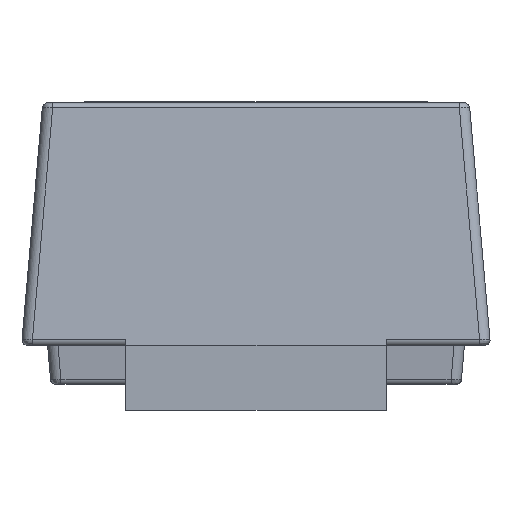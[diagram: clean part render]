
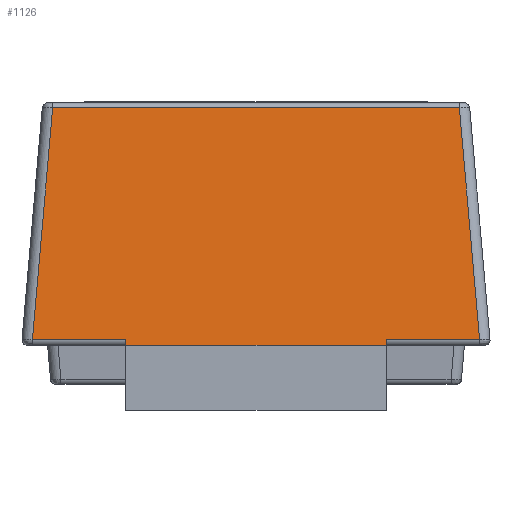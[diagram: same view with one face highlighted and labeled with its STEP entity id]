
A CAD part, left-side view. The second image highlights one B-rep face of the part: STEP entity #1126.
In plain terms, the highlighted planar face has unit normal (-0.996, 0, 0.087).
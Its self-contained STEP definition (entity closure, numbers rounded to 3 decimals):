
#30=PLANE('',#1225);
#111=FACE_OUTER_BOUND('',#178,.T.);
#178=EDGE_LOOP('',(#811,#812,#813,#814,#815,#816,#817,#818));
#255=LINE('',#1835,#363);
#256=LINE('',#1838,#364);
#257=LINE('',#1840,#365);
#258=LINE('',#1842,#366);
#259=LINE('',#1844,#367);
#260=LINE('',#1846,#368);
#261=LINE('',#1848,#369);
#262=LINE('',#1849,#370);
#363=VECTOR('',#1391,10.);
#364=VECTOR('',#1394,10.);
#365=VECTOR('',#1395,10.);
#366=VECTOR('',#1396,10.);
#367=VECTOR('',#1397,10.);
#368=VECTOR('',#1398,10.);
#369=VECTOR('',#1399,10.);
#370=VECTOR('',#1400,10.);
#513=VERTEX_POINT('',#1825);
#515=VERTEX_POINT('',#1831);
#517=VERTEX_POINT('',#1837);
#518=VERTEX_POINT('',#1839);
#519=VERTEX_POINT('',#1841);
#520=VERTEX_POINT('',#1843);
#521=VERTEX_POINT('',#1845);
#522=VERTEX_POINT('',#1847);
#629=EDGE_CURVE('',#513,#515,#255,.T.);
#630=EDGE_CURVE('',#515,#517,#256,.T.);
#631=EDGE_CURVE('',#518,#513,#257,.T.);
#632=EDGE_CURVE('',#519,#518,#258,.T.);
#633=EDGE_CURVE('',#520,#519,#259,.T.);
#634=EDGE_CURVE('',#521,#520,#260,.T.);
#635=EDGE_CURVE('',#522,#521,#261,.T.);
#636=EDGE_CURVE('',#517,#522,#262,.T.);
#811=ORIENTED_EDGE('',*,*,#630,.F.);
#812=ORIENTED_EDGE('',*,*,#629,.F.);
#813=ORIENTED_EDGE('',*,*,#631,.F.);
#814=ORIENTED_EDGE('',*,*,#632,.F.);
#815=ORIENTED_EDGE('',*,*,#633,.F.);
#816=ORIENTED_EDGE('',*,*,#634,.F.);
#817=ORIENTED_EDGE('',*,*,#635,.F.);
#818=ORIENTED_EDGE('',*,*,#636,.F.);
#1126=ADVANCED_FACE('',(#111),#30,.T.);
#1225=AXIS2_PLACEMENT_3D('',#1836,#1392,#1393);
#1391=DIRECTION('',(0.,1.,0.));
#1392=DIRECTION('center_axis',(-0.996,0.,0.087));
#1393=DIRECTION('ref_axis',(0.,-1.,0.));
#1394=DIRECTION('',(-0.087,0.,-0.996));
#1395=DIRECTION('',(-0.087,-0.087,-0.992));
#1396=DIRECTION('',(0.,-1.,0.));
#1397=DIRECTION('',(0.087,-0.087,0.992));
#1398=DIRECTION('',(0.,1.,0.));
#1399=DIRECTION('',(0.087,0.,0.996));
#1400=DIRECTION('',(0.,1.,0.));
#1825=CARTESIAN_POINT('',(-1.398,-0.858,0.272));
#1831=CARTESIAN_POINT('',(-1.398,-0.5,0.272));
#1835=CARTESIAN_POINT('',(-1.398,-0.45,0.272));
#1836=CARTESIAN_POINT('Origin',(-1.4,-0.9,0.25));
#1837=CARTESIAN_POINT('',(-1.4,-0.5,0.25));
#1838=CARTESIAN_POINT('',(-1.398,-0.5,0.272));
#1839=CARTESIAN_POINT('',(-1.32,-0.78,1.162));
#1840=CARTESIAN_POINT('',(-1.39,-0.85,0.367));
#1841=CARTESIAN_POINT('',(-1.32,0.78,1.162));
#1842=CARTESIAN_POINT('',(-1.32,-0.45,1.162));
#1843=CARTESIAN_POINT('',(-1.398,0.858,0.272));
#1844=CARTESIAN_POINT('',(-1.394,0.854,0.324));
#1845=CARTESIAN_POINT('',(-1.398,0.5,0.272));
#1846=CARTESIAN_POINT('',(-1.398,-0.45,0.272));
#1847=CARTESIAN_POINT('',(-1.4,0.5,0.25));
#1848=CARTESIAN_POINT('',(-1.4,0.5,0.246));
#1849=CARTESIAN_POINT('',(-1.4,-0.9,0.25));
